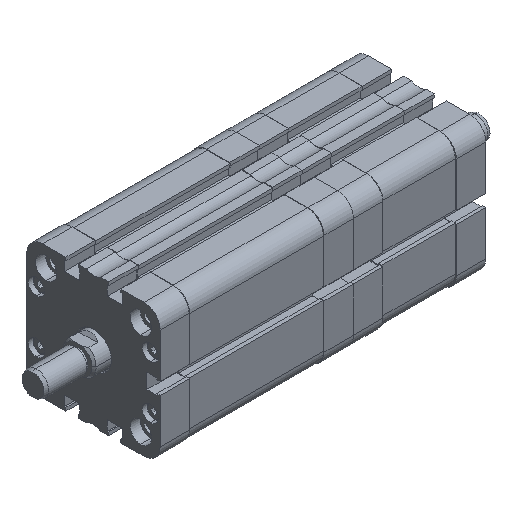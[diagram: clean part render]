
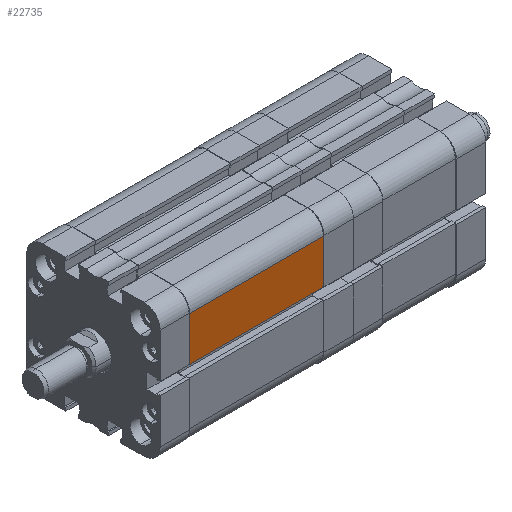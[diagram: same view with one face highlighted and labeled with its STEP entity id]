
A CAD part, isometric view. The second image highlights one B-rep face of the part: STEP entity #22735.
In plain terms, the highlighted planar face has unit normal (0, -1, 0).
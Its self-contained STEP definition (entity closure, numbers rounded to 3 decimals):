
#1683 = ORIENTED_EDGE ( 'NONE', *, *, #25083, .F. ) ;
#2852 = DIRECTION ( 'NONE',  ( -1., 0., 0. ) ) ;
#3751 = FACE_OUTER_BOUND ( 'NONE', #29216, .T. ) ;
#4724 = EDGE_CURVE ( 'NONE', #38892, #23308, #24259, .T. ) ;
#5065 = CARTESIAN_POINT ( 'NONE',  ( 66.001, -32.5, 2.8 ) ) ;
#6096 = ORIENTED_EDGE ( 'NONE', *, *, #35529, .F. ) ;
#6451 = CARTESIAN_POINT ( 'NONE',  ( 66., -32.5, 24.5 ) ) ;
#9540 = CARTESIAN_POINT ( 'NONE',  ( 66., -32.5, 2.8 ) ) ;
#12122 = LINE ( 'NONE', #24120, #21391 ) ;
#13960 = EDGE_CURVE ( 'NONE', #23308, #34431, #12122, .T. ) ;
#13971 = VECTOR ( 'NONE', #38414, 1000. ) ;
#14920 = DIRECTION ( 'NONE',  ( 0., 0., -1. ) ) ;
#15571 = CARTESIAN_POINT ( 'NONE',  ( 66., -32.5, -32.5 ) ) ;
#16873 = CARTESIAN_POINT ( 'NONE',  ( 66., -32.5, 24.5 ) ) ;
#17276 = DIRECTION ( 'NONE',  ( -1., 0., 0. ) ) ;
#18956 = DIRECTION ( 'NONE',  ( 0., 1., 0. ) ) ;
#21391 = VECTOR ( 'NONE', #14920, 1000. ) ;
#22735 = ADVANCED_FACE ( 'NONE', ( #3751 ), #39653, .F. ) ;
#23308 = VERTEX_POINT ( 'NONE', #31168 ) ;
#23340 = LINE ( 'NONE', #29192, #13971 ) ;
#24120 = CARTESIAN_POINT ( 'NONE',  ( 0., -32.5, -32.5 ) ) ;
#24259 = LINE ( 'NONE', #6451, #30990 ) ;
#24682 = ORIENTED_EDGE ( 'NONE', *, *, #13960, .T. ) ;
#24776 = DIRECTION ( 'NONE',  ( 0., 0., 1. ) ) ;
#25083 = EDGE_CURVE ( 'NONE', #38892, #32683, #23340, .T. ) ;
#26912 = VECTOR ( 'NONE', #17276, 1000. ) ;
#29192 = CARTESIAN_POINT ( 'NONE',  ( 66., -32.5, -32.5 ) ) ;
#29216 = EDGE_LOOP ( 'NONE', ( #24682, #6096, #1683, #37704 ) ) ;
#30990 = VECTOR ( 'NONE', #2852, 1000. ) ;
#31168 = CARTESIAN_POINT ( 'NONE',  ( 0., -32.5, 24.5 ) ) ;
#32539 = LINE ( 'NONE', #5065, #26912 ) ;
#32683 = VERTEX_POINT ( 'NONE', #9540 ) ;
#34431 = VERTEX_POINT ( 'NONE', #38139 ) ;
#35529 = EDGE_CURVE ( 'NONE', #32683, #34431, #32539, .T. ) ;
#37704 = ORIENTED_EDGE ( 'NONE', *, *, #4724, .T. ) ;
#38139 = CARTESIAN_POINT ( 'NONE',  ( 0., -32.5, 2.8 ) ) ;
#38414 = DIRECTION ( 'NONE',  ( 0., 0., -1. ) ) ;
#38892 = VERTEX_POINT ( 'NONE', #16873 ) ;
#39411 = AXIS2_PLACEMENT_3D ( 'NONE', #15571, #18956, #24776 ) ;
#39653 = PLANE ( 'NONE',  #39411 ) ;
